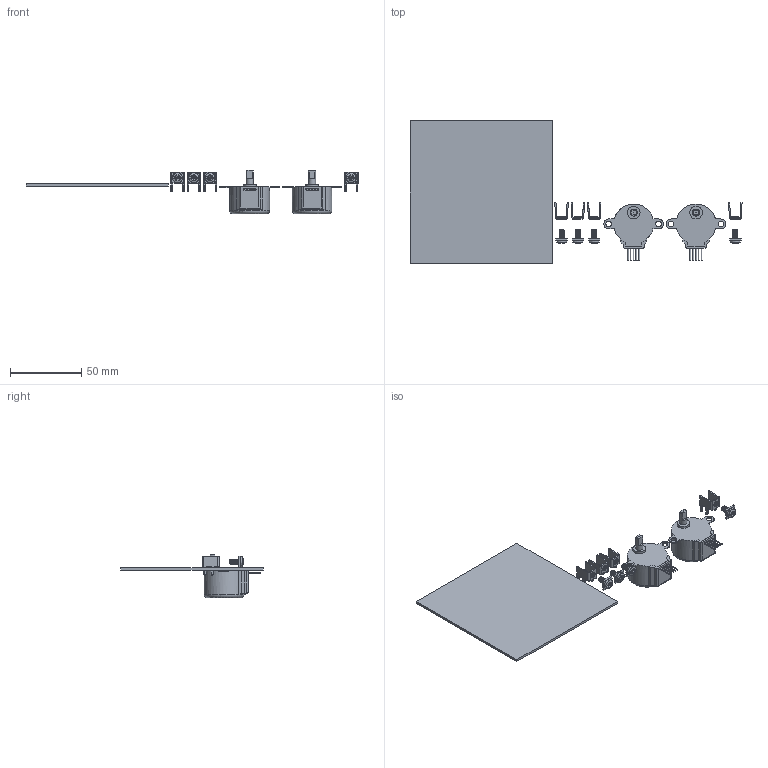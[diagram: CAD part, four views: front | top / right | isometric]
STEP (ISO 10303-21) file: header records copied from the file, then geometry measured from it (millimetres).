
FILE_DESCRIPTION(('Open CASCADE Model'),'2;1');
FILE_NAME('Open CASCADE Shape Model','2020-11-25T17:46:00',('Author'),( 'Open CASCADE'),'Open CASCADE STEP processor 6.5','Open CASCADE 6.5' ,'Unknown');
FILE_SCHEMA(('AUTOMOTIVE_DESIGN { 1 0 10303 214 1 1 1 1 }'));
Length unit declared in the file: millimetre
Products named in the file (10): PCB; Board; J?; keystone-PN8190-SEMS; M1; 28BYJ-48_棒5V_Stepper_Motor; M2
Assembly tree (13 placements, depth 3):
  PCB
    Board
    J?
      keystone-PN8190-SEMS
    J?
      keystone-PN8190-SEMS
    J?
      keystone-PN8190-SEMS
    J?
      keystone-PN8190-SEMS
    M1
      28BYJ-48_棒5V_Stepper_Motor
    M2
      28BYJ-48_棒5V_Stepper_Motor
Bounding box: 233.19 x 100 x 30.5 mm (x, y, z)
Volume: 43912.3 mm3; surface area: 31883.3 mm2
Topology: 15 solids, 15 shells, 1058 faces, 2800 edges, 1822 vertices
Faces by surface type: plane 662, cylinder 252, cone 62, extrusion 44, bspline 16, torus 14, revolution 8
Full cylindrical faces by diameter (mm): 0.8 x10, 4 x4, 5 x2, 9 x2
Entity records: 33991 total; most frequent: CARTESIAN_POINT 14884, DIRECTION 2629, ORIENTED_EDGE 1776, PCURVE 1776, DEFINITIONAL_REPRESENTATION 1776, VECTOR 1584, LINE 1562, EDGE_CURVE 888
